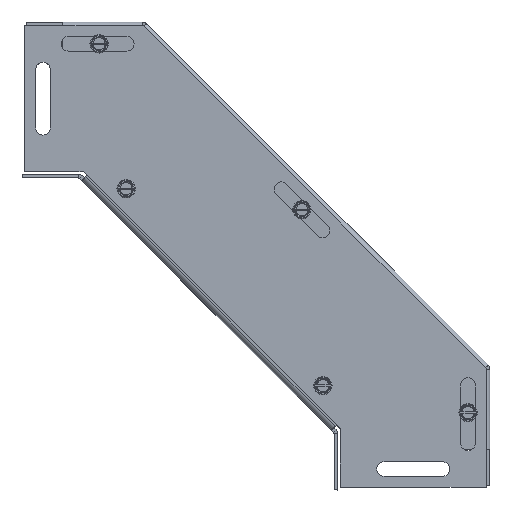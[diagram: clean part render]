
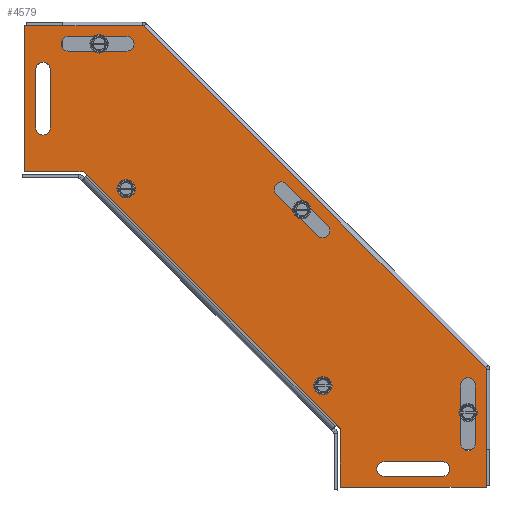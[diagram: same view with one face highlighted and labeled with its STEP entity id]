
A CAD part, top view. The second image highlights one B-rep face of the part: STEP entity #4579.
In plain terms, the highlighted planar face has unit normal (0, 0, 1).
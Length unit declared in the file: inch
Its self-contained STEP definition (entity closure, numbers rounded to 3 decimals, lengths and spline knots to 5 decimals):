
#186=FACE_BOUND('',#749,.T.);
#187=FACE_BOUND('',#750,.T.);
#188=FACE_BOUND('',#751,.T.);
#189=FACE_BOUND('',#752,.T.);
#190=FACE_BOUND('',#753,.T.);
#191=FACE_BOUND('',#754,.T.);
#192=FACE_BOUND('',#755,.T.);
#285=PLANE('',#4885);
#462=FACE_OUTER_BOUND('',#748,.T.);
#748=EDGE_LOOP('',(#3190,#3191,#3192,#3193,#3194,#3195,#3196,#3197));
#749=EDGE_LOOP('',(#3198,#3199,#3200,#3201));
#750=EDGE_LOOP('',(#3202,#3203,#3204,#3205));
#751=EDGE_LOOP('',(#3206,#3207,#3208,#3209));
#752=EDGE_LOOP('',(#3210,#3211,#3212,#3213));
#753=EDGE_LOOP('',(#3214,#3215,#3216,#3217));
#754=EDGE_LOOP('',(#3218));
#755=EDGE_LOOP('',(#3219));
#1076=LINE('',#6629,#1472);
#1080=LINE('',#6640,#1476);
#1084=LINE('',#6653,#1480);
#1088=LINE('',#6664,#1484);
#1092=LINE('',#6677,#1488);
#1096=LINE('',#6688,#1492);
#1100=LINE('',#6701,#1496);
#1104=LINE('',#6712,#1500);
#1108=LINE('',#6725,#1504);
#1112=LINE('',#6736,#1508);
#1114=LINE('',#6751,#1510);
#1118=LINE('',#6759,#1514);
#1121=LINE('',#6765,#1517);
#1124=LINE('',#6771,#1520);
#1127=LINE('',#6777,#1523);
#1130=LINE('',#6783,#1526);
#1133=LINE('',#6789,#1529);
#1136=LINE('',#6794,#1532);
#1472=VECTOR('',#5305,1.);
#1476=VECTOR('',#5317,1.);
#1480=VECTOR('',#5329,1.);
#1484=VECTOR('',#5341,1.);
#1488=VECTOR('',#5353,1.);
#1492=VECTOR('',#5365,1.);
#1496=VECTOR('',#5377,1.);
#1500=VECTOR('',#5389,1.);
#1504=VECTOR('',#5401,1.);
#1508=VECTOR('',#5413,1.);
#1510=VECTOR('',#5429,2.5);
#1514=VECTOR('',#5435,1.);
#1517=VECTOR('',#5440,6.23138);
#1520=VECTOR('',#5445,1.);
#1523=VECTOR('',#5450,2.5);
#1526=VECTOR('',#5455,2.03553);
#1529=VECTOR('',#5460,8.30245);
#1532=VECTOR('',#5465,2.03553);
#1866=CIRCLE('',#4831,0.125);
#1868=CIRCLE('',#4835,0.125);
#1870=CIRCLE('',#4839,0.125);
#1872=CIRCLE('',#4843,0.125);
#1874=CIRCLE('',#4847,0.125);
#1876=CIRCLE('',#4851,0.125);
#1878=CIRCLE('',#4855,0.125);
#1880=CIRCLE('',#4859,0.125);
#1882=CIRCLE('',#4863,0.125);
#1884=CIRCLE('',#4867,0.125);
#1886=CIRCLE('',#4871,0.125);
#1888=CIRCLE('',#4874,0.125);
#2034=VERTEX_POINT('',#6619);
#2035=VERTEX_POINT('',#6620);
#2038=VERTEX_POINT('',#6628);
#2040=VERTEX_POINT('',#6634);
#2042=VERTEX_POINT('',#6643);
#2043=VERTEX_POINT('',#6644);
#2046=VERTEX_POINT('',#6652);
#2048=VERTEX_POINT('',#6658);
#2050=VERTEX_POINT('',#6667);
#2051=VERTEX_POINT('',#6668);
#2054=VERTEX_POINT('',#6676);
#2056=VERTEX_POINT('',#6682);
#2058=VERTEX_POINT('',#6691);
#2059=VERTEX_POINT('',#6692);
#2062=VERTEX_POINT('',#6700);
#2064=VERTEX_POINT('',#6706);
#2066=VERTEX_POINT('',#6715);
#2067=VERTEX_POINT('',#6716);
#2070=VERTEX_POINT('',#6724);
#2072=VERTEX_POINT('',#6730);
#2074=VERTEX_POINT('',#6739);
#2076=VERTEX_POINT('',#6744);
#2078=VERTEX_POINT('',#6749);
#2079=VERTEX_POINT('',#6750);
#2082=VERTEX_POINT('',#6758);
#2084=VERTEX_POINT('',#6764);
#2086=VERTEX_POINT('',#6770);
#2088=VERTEX_POINT('',#6776);
#2090=VERTEX_POINT('',#6782);
#2092=VERTEX_POINT('',#6788);
#2428=EDGE_CURVE('',#2034,#2035,#1866,.T.);
#2432=EDGE_CURVE('',#2038,#2034,#1076,.T.);
#2435=EDGE_CURVE('',#2040,#2038,#1868,.T.);
#2438=EDGE_CURVE('',#2035,#2040,#1080,.T.);
#2440=EDGE_CURVE('',#2042,#2043,#1870,.T.);
#2444=EDGE_CURVE('',#2046,#2042,#1084,.T.);
#2447=EDGE_CURVE('',#2048,#2046,#1872,.T.);
#2450=EDGE_CURVE('',#2043,#2048,#1088,.T.);
#2452=EDGE_CURVE('',#2050,#2051,#1874,.T.);
#2456=EDGE_CURVE('',#2051,#2054,#1092,.T.);
#2459=EDGE_CURVE('',#2054,#2056,#1876,.T.);
#2462=EDGE_CURVE('',#2056,#2050,#1096,.T.);
#2464=EDGE_CURVE('',#2058,#2059,#1878,.T.);
#2468=EDGE_CURVE('',#2059,#2062,#1100,.T.);
#2471=EDGE_CURVE('',#2062,#2064,#1880,.T.);
#2474=EDGE_CURVE('',#2064,#2058,#1104,.T.);
#2476=EDGE_CURVE('',#2066,#2067,#1882,.T.);
#2480=EDGE_CURVE('',#2067,#2070,#1108,.T.);
#2483=EDGE_CURVE('',#2070,#2072,#1884,.T.);
#2486=EDGE_CURVE('',#2072,#2066,#1112,.T.);
#2488=EDGE_CURVE('',#2074,#2074,#1886,.T.);
#2490=EDGE_CURVE('',#2076,#2076,#1888,.T.);
#2492=EDGE_CURVE('',#2078,#2079,#1114,.T.);
#2496=EDGE_CURVE('',#2079,#2082,#1118,.T.);
#2499=EDGE_CURVE('',#2082,#2084,#1121,.T.);
#2502=EDGE_CURVE('',#2084,#2086,#1124,.T.);
#2505=EDGE_CURVE('',#2086,#2088,#1127,.T.);
#2508=EDGE_CURVE('',#2088,#2090,#1130,.T.);
#2511=EDGE_CURVE('',#2090,#2092,#1133,.T.);
#2514=EDGE_CURVE('',#2092,#2078,#1136,.T.);
#3190=ORIENTED_EDGE('',*,*,#2492,.F.);
#3191=ORIENTED_EDGE('',*,*,#2514,.F.);
#3192=ORIENTED_EDGE('',*,*,#2511,.F.);
#3193=ORIENTED_EDGE('',*,*,#2508,.F.);
#3194=ORIENTED_EDGE('',*,*,#2505,.F.);
#3195=ORIENTED_EDGE('',*,*,#2502,.F.);
#3196=ORIENTED_EDGE('',*,*,#2499,.F.);
#3197=ORIENTED_EDGE('',*,*,#2496,.F.);
#3198=ORIENTED_EDGE('',*,*,#2428,.T.);
#3199=ORIENTED_EDGE('',*,*,#2438,.T.);
#3200=ORIENTED_EDGE('',*,*,#2435,.T.);
#3201=ORIENTED_EDGE('',*,*,#2432,.T.);
#3202=ORIENTED_EDGE('',*,*,#2440,.T.);
#3203=ORIENTED_EDGE('',*,*,#2450,.T.);
#3204=ORIENTED_EDGE('',*,*,#2447,.T.);
#3205=ORIENTED_EDGE('',*,*,#2444,.T.);
#3206=ORIENTED_EDGE('',*,*,#2452,.T.);
#3207=ORIENTED_EDGE('',*,*,#2456,.T.);
#3208=ORIENTED_EDGE('',*,*,#2459,.T.);
#3209=ORIENTED_EDGE('',*,*,#2462,.T.);
#3210=ORIENTED_EDGE('',*,*,#2464,.T.);
#3211=ORIENTED_EDGE('',*,*,#2468,.T.);
#3212=ORIENTED_EDGE('',*,*,#2471,.T.);
#3213=ORIENTED_EDGE('',*,*,#2474,.T.);
#3214=ORIENTED_EDGE('',*,*,#2476,.T.);
#3215=ORIENTED_EDGE('',*,*,#2480,.T.);
#3216=ORIENTED_EDGE('',*,*,#2483,.T.);
#3217=ORIENTED_EDGE('',*,*,#2486,.T.);
#3218=ORIENTED_EDGE('',*,*,#2488,.T.);
#3219=ORIENTED_EDGE('',*,*,#2490,.T.);
#4579=ADVANCED_FACE('',(#462,#186,#187,#188,#189,#190,#191,#192),#285,.T.);
#4831=AXIS2_PLACEMENT_3D('',#6621,#5297,#5298);
#4835=AXIS2_PLACEMENT_3D('',#6635,#5310,#5311);
#4839=AXIS2_PLACEMENT_3D('',#6645,#5321,#5322);
#4843=AXIS2_PLACEMENT_3D('',#6659,#5334,#5335);
#4847=AXIS2_PLACEMENT_3D('',#6669,#5345,#5346);
#4851=AXIS2_PLACEMENT_3D('',#6683,#5358,#5359);
#4855=AXIS2_PLACEMENT_3D('',#6693,#5369,#5370);
#4859=AXIS2_PLACEMENT_3D('',#6707,#5382,#5383);
#4863=AXIS2_PLACEMENT_3D('',#6717,#5393,#5394);
#4867=AXIS2_PLACEMENT_3D('',#6731,#5406,#5407);
#4871=AXIS2_PLACEMENT_3D('',#6740,#5417,#5418);
#4874=AXIS2_PLACEMENT_3D('',#6745,#5423,#5424);
#4885=AXIS2_PLACEMENT_3D('',#6797,#5469,#5470);
#5297=DIRECTION('center_axis',(0.,0.,-1.));
#5298=DIRECTION('ref_axis',(-1.,0.,0.));
#5305=DIRECTION('',(0.,-1.,0.));
#5310=DIRECTION('center_axis',(0.,0.,-1.));
#5311=DIRECTION('ref_axis',(1.,0.,0.));
#5317=DIRECTION('',(0.,1.,0.));
#5321=DIRECTION('center_axis',(0.,0.,-1.));
#5322=DIRECTION('ref_axis',(0.,-1.,0.));
#5329=DIRECTION('',(1.,0.,0.));
#5334=DIRECTION('center_axis',(0.,0.,-1.));
#5335=DIRECTION('ref_axis',(0.,1.,0.));
#5341=DIRECTION('',(-1.,0.,0.));
#5345=DIRECTION('center_axis',(0.,0.,-1.));
#5346=DIRECTION('ref_axis',(1.,0.,0.));
#5353=DIRECTION('',(0.,-1.,0.));
#5358=DIRECTION('center_axis',(0.,0.,-1.));
#5359=DIRECTION('ref_axis',(-1.,0.,0.));
#5365=DIRECTION('',(0.,1.,0.));
#5369=DIRECTION('center_axis',(0.,0.,-1.));
#5370=DIRECTION('ref_axis',(0.,1.,0.));
#5377=DIRECTION('',(1.,0.,0.));
#5382=DIRECTION('center_axis',(0.,0.,-1.));
#5383=DIRECTION('ref_axis',(0.,-1.,0.));
#5389=DIRECTION('',(-1.,0.,0.));
#5393=DIRECTION('center_axis',(0.,0.,-1.));
#5394=DIRECTION('ref_axis',(0.707,0.707,0.));
#5401=DIRECTION('',(0.707,-0.707,0.));
#5406=DIRECTION('center_axis',(0.,0.,-1.));
#5407=DIRECTION('ref_axis',(-0.707,-0.707,0.));
#5413=DIRECTION('',(-0.707,0.707,0.));
#5417=DIRECTION('center_axis',(0.,0.,-1.));
#5418=DIRECTION('ref_axis',(-1.,0.,0.));
#5423=DIRECTION('center_axis',(0.,0.,-1.));
#5424=DIRECTION('ref_axis',(-1.,0.,0.));
#5429=DIRECTION('',(-1.,0.,0.));
#5435=DIRECTION('',(0.,1.,0.));
#5440=DIRECTION('',(-0.707,0.707,0.));
#5445=DIRECTION('',(-1.,0.,0.));
#5450=DIRECTION('',(0.,1.,0.));
#5455=DIRECTION('',(1.,0.,0.));
#5460=DIRECTION('',(0.707,-0.707,0.));
#5465=DIRECTION('',(0.,-1.,0.));
#5469=DIRECTION('center_axis',(0.,0.,1.));
#5470=DIRECTION('ref_axis',(1.,0.,0.));
#6619=CARTESIAN_POINT('',(-3.51563,2.20313,0.074));
#6620=CARTESIAN_POINT('',(-3.76563,2.20313,0.074));
#6621=CARTESIAN_POINT('Origin',(-3.64063,2.20313,0.074));
#6628=CARTESIAN_POINT('',(-3.51563,3.20313,0.074));
#6629=CARTESIAN_POINT('',(-3.51563,1.61568,0.074));
#6634=CARTESIAN_POINT('',(-3.76563,3.20313,0.074));
#6635=CARTESIAN_POINT('Origin',(-3.64063,3.20313,0.074));
#6640=CARTESIAN_POINT('',(-3.76563,1.11568,0.074));
#6643=CARTESIAN_POINT('',(3.20313,-3.51563,0.074));
#6644=CARTESIAN_POINT('',(3.20313,-3.76563,0.074));
#6645=CARTESIAN_POINT('Origin',(3.20313,-3.64063,0.074));
#6652=CARTESIAN_POINT('',(2.20313,-3.51563,0.074));
#6653=CARTESIAN_POINT('',(1.11568,-3.51563,0.074));
#6658=CARTESIAN_POINT('',(2.20313,-3.76563,0.074));
#6659=CARTESIAN_POINT('Origin',(2.20313,-3.64063,0.074));
#6664=CARTESIAN_POINT('',(1.61568,-3.76563,0.074));
#6667=CARTESIAN_POINT('',(3.51563,-2.20313,0.074));
#6668=CARTESIAN_POINT('',(3.76563,-2.20313,0.074));
#6669=CARTESIAN_POINT('Origin',(3.64063,-2.20313,0.074));
#6676=CARTESIAN_POINT('',(3.76563,-3.20313,0.074));
#6677=CARTESIAN_POINT('',(3.76563,-1.08744,0.074));
#6682=CARTESIAN_POINT('',(3.51563,-3.20313,0.074));
#6683=CARTESIAN_POINT('Origin',(3.64063,-3.20313,0.074));
#6688=CARTESIAN_POINT('',(3.51563,-1.58744,0.074));
#6691=CARTESIAN_POINT('',(-3.20313,3.51563,0.074));
#6692=CARTESIAN_POINT('',(-3.20313,3.76563,0.074));
#6693=CARTESIAN_POINT('Origin',(-3.20313,3.64063,0.074));
#6700=CARTESIAN_POINT('',(-2.20313,3.76563,0.074));
#6701=CARTESIAN_POINT('',(-1.58744,3.76563,0.074));
#6706=CARTESIAN_POINT('',(-2.20313,3.51563,0.074));
#6707=CARTESIAN_POINT('Origin',(-2.20313,3.64063,0.074));
#6712=CARTESIAN_POINT('',(-1.08744,3.51563,0.074));
#6715=CARTESIAN_POINT('',(0.35485,1.06196,0.074));
#6716=CARTESIAN_POINT('',(0.53163,1.23874,0.074));
#6717=CARTESIAN_POINT('Origin',(0.44324,1.15035,0.074));
#6724=CARTESIAN_POINT('',(1.23874,0.53163,0.074));
#6725=CARTESIAN_POINT('',(0.70841,1.06196,0.074));
#6730=CARTESIAN_POINT('',(1.06196,0.35485,0.074));
#6731=CARTESIAN_POINT('Origin',(1.15035,0.44324,0.074));
#6736=CARTESIAN_POINT('',(0.88518,0.53163,0.074));
#6739=CARTESIAN_POINT('',(1.28167,-2.21473,0.074));
#6740=CARTESIAN_POINT('Origin',(1.15667,-2.21473,0.074));
#6744=CARTESIAN_POINT('',(-2.08973,1.15667,0.074));
#6745=CARTESIAN_POINT('Origin',(-2.21473,1.15667,0.074));
#6749=CARTESIAN_POINT('',(3.95313,-3.95313,0.074));
#6750=CARTESIAN_POINT('',(1.45313,-3.95313,0.074));
#6751=CARTESIAN_POINT('',(-3.95313,-3.95313,0.074));
#6758=CARTESIAN_POINT('',(1.45313,-2.95313,0.074));
#6759=CARTESIAN_POINT('',(1.45313,-2.95313,0.074));
#6764=CARTESIAN_POINT('',(-2.95313,1.45313,0.074));
#6765=CARTESIAN_POINT('',(-2.95313,1.45313,0.074));
#6770=CARTESIAN_POINT('',(-3.95313,1.45313,0.074));
#6771=CARTESIAN_POINT('',(-3.95313,1.45313,0.074));
#6776=CARTESIAN_POINT('',(-3.95313,3.95313,0.074));
#6777=CARTESIAN_POINT('',(-3.95313,3.95313,0.074));
#6782=CARTESIAN_POINT('',(-1.91759,3.95313,0.074));
#6783=CARTESIAN_POINT('',(3.95313,3.95313,0.074));
#6788=CARTESIAN_POINT('',(3.95313,-1.91759,0.074));
#6789=CARTESIAN_POINT('',(3.95313,-1.91759,0.074));
#6794=CARTESIAN_POINT('',(3.95313,-3.95313,0.074));
#6797=CARTESIAN_POINT('Origin',(0.02824,0.02824,0.074));
